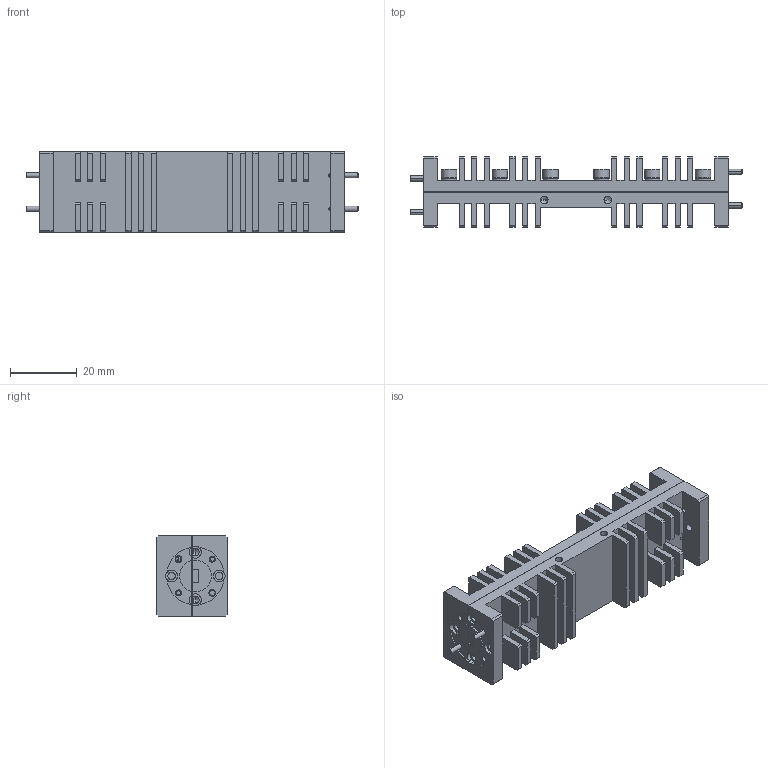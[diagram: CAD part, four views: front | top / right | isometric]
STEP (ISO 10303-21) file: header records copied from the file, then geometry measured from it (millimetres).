
FILE_DESCRIPTION (( 'STEP AP214' ), '1' );
FILE_NAME ('TA-FV-A-40, CTRLD.STEP', '2023-05-26T22:02:12', ( '' ), ( '' ), 'SwSTEP 2.0', 'SolidWorks 2021', '' );
FILE_SCHEMA (( 'AUTOMOTIVE_DESIGN' ));
Length unit declared in the file: inch
Products named in the file (1): TA-FV-A-40, CTRLD
Bounding box: 99.57 x 21.08 x 24.13 mm (x, y, z)
Volume: 24094.7 mm3; surface area: 26257.4 mm2
Topology: 31 solids, 31 shells, 862 faces, 2108 edges, 1316 vertices
Faces by surface type: plane 504, cone 184, cylinder 170, bspline 4
Entity records: 36807 total; most frequent: CARTESIAN_POINT 5058, DIRECTION 4234, ORIENTED_EDGE 4184, EDGE_CURVE 2092, VECTOR 1460, LINE 1460, AXIS2_PLACEMENT_3D 1387, VERTEX_POINT 1316
